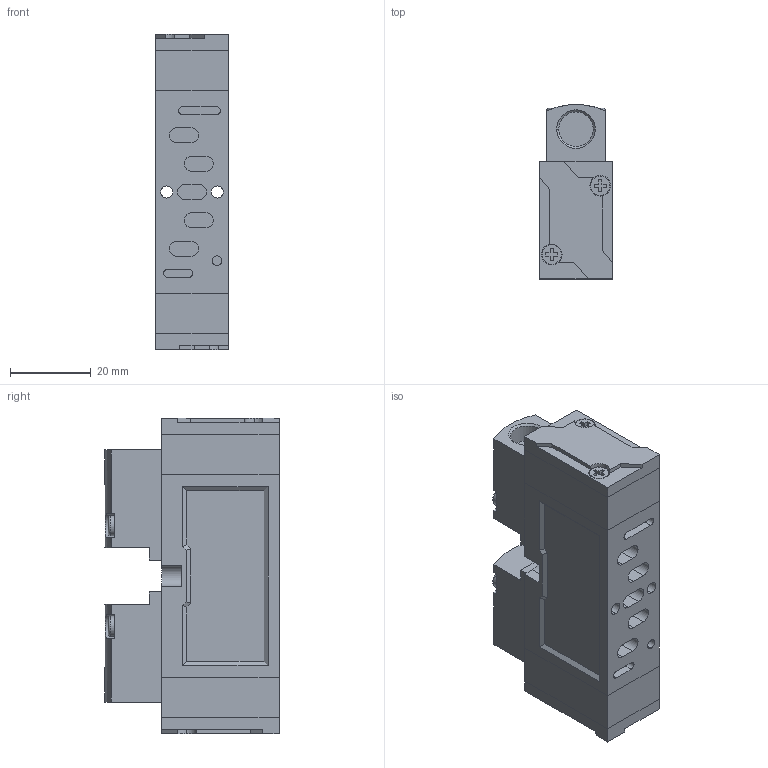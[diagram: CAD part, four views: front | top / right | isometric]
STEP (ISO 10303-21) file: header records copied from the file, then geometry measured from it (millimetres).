
FILE_DESCRIPTION (( 'STEP AP203' ), '1' );
FILE_NAME ('SIP220.STEP', '2016-01-13T02:47:38', ( 'yrd8' ), ( 'Hewlett-Packard Company' ), 'SwSTEP 2.0', 'SolidWorks 2008', '' );
FILE_SCHEMA (( 'CONFIG_CONTROL_DESIGN' ));
Length unit declared in the file: millimetre
Products named in the file (5): SIP220; SIP200 Body; SIP200 SEMI COVER_ル遽; SIP200 Pilot_ル遽; SIP200 SEMI_ル遽
Assembly tree (7 placements, depth 2):
  SIP220
    SIP200 SEMI COVER_ル遽  x2
    SIP200 Body
    SIP200 SEMI_ル遽  x2
    SIP200 Pilot_ル遽  x2
Bounding box: 18 x 43.03 x 78 mm (x, y, z)
Volume: 45508.9 mm3; surface area: 19001.8 mm2
Topology: 7 solids, 7 shells, 330 faces, 841 edges, 554 vertices
Faces by surface type: plane 250, cylinder 68, torus 8, cone 4
Entity records: 6958 total; most frequent: CARTESIAN_POINT 1164, DIRECTION 1085, ORIENTED_EDGE 1060, EDGE_CURVE 530, VECTOR 411, LINE 411, VERTEX_POINT 350, AXIS2_PLACEMENT_3D 337
